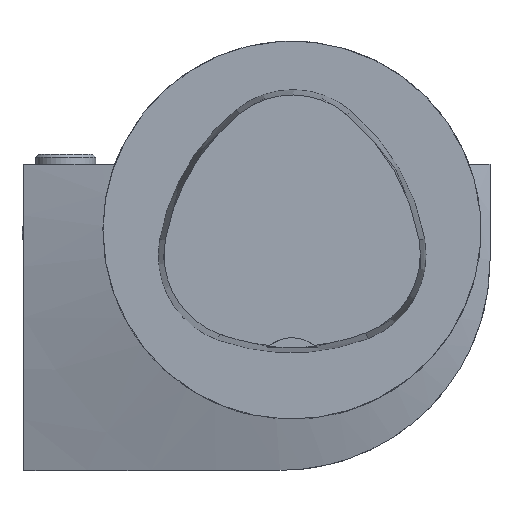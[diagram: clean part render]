
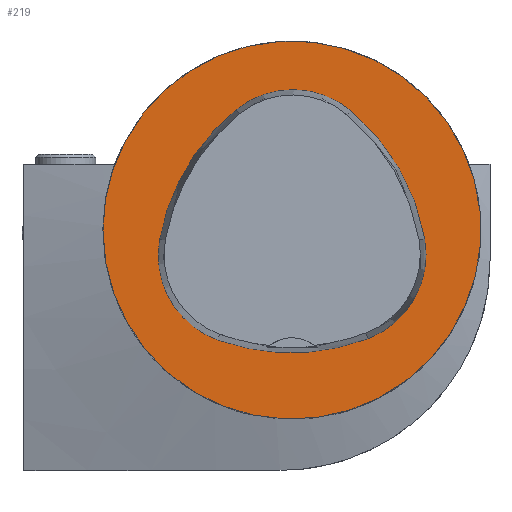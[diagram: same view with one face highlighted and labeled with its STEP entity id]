
A CAD part, top view. The second image highlights one B-rep face of the part: STEP entity #219.
In plain terms, the highlighted planar face has unit normal (0, 0, 1).
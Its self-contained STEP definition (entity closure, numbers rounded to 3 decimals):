
#96=FACE_BOUND('',#431,.T.);
#97=FACE_BOUND('',#432,.T.);
#219=ADVANCED_FACE('',(#96,#97),#280,.T.);
#280=PLANE('',#1670);
#431=EDGE_LOOP('',(#793,#794,#795,#796,#797,#798));
#432=EDGE_LOOP('',(#799));
#484=CIRCLE('',#1641,31.5);
#485=CIRCLE('',#1648,36.);
#487=CIRCLE('',#1651,15.);
#489=CIRCLE('',#1654,36.);
#491=CIRCLE('',#1657,15.);
#495=CIRCLE('',#1662,36.);
#497=CIRCLE('',#1665,15.);
#793=ORIENTED_EDGE('',*,*,#1220,.T.);
#794=ORIENTED_EDGE('',*,*,#1200,.T.);
#795=ORIENTED_EDGE('',*,*,#1204,.T.);
#796=ORIENTED_EDGE('',*,*,#1207,.T.);
#797=ORIENTED_EDGE('',*,*,#1210,.T.);
#798=ORIENTED_EDGE('',*,*,#1218,.T.);
#799=ORIENTED_EDGE('',*,*,#1188,.F.);
#1014=VERTEX_POINT('',#2521);
#1025=VERTEX_POINT('',#2565);
#1026=VERTEX_POINT('',#2566);
#1029=VERTEX_POINT('',#2574);
#1031=VERTEX_POINT('',#2580);
#1033=VERTEX_POINT('',#2586);
#1040=VERTEX_POINT('',#2607);
#1188=EDGE_CURVE('',#1014,#1014,#484,.T.);
#1200=EDGE_CURVE('',#1025,#1026,#485,.T.);
#1204=EDGE_CURVE('',#1026,#1029,#487,.T.);
#1207=EDGE_CURVE('',#1029,#1031,#489,.T.);
#1210=EDGE_CURVE('',#1031,#1033,#491,.T.);
#1218=EDGE_CURVE('',#1033,#1040,#495,.T.);
#1220=EDGE_CURVE('',#1040,#1025,#497,.T.);
#1641=AXIS2_PLACEMENT_3D('',#2520,#1968,#1969);
#1648=AXIS2_PLACEMENT_3D('',#2564,#1986,#1987);
#1651=AXIS2_PLACEMENT_3D('',#2573,#1994,#1995);
#1654=AXIS2_PLACEMENT_3D('',#2579,#2001,#2002);
#1657=AXIS2_PLACEMENT_3D('',#2585,#2008,#2009);
#1662=AXIS2_PLACEMENT_3D('',#2608,#2020,#2021);
#1665=AXIS2_PLACEMENT_3D('',#2611,#2026,#2027);
#1670=AXIS2_PLACEMENT_3D('',#2616,#2036,#2037);
#1968=DIRECTION('',(0.,0.,-1.));
#1969=DIRECTION('',(-1.,0.,0.));
#1986=DIRECTION('',(0.,0.,-1.));
#1987=DIRECTION('',(-1.,0.,0.));
#1994=DIRECTION('',(0.,0.,-1.));
#1995=DIRECTION('',(-1.,0.,0.));
#2001=DIRECTION('',(0.,0.,-1.));
#2002=DIRECTION('',(-1.,0.,0.));
#2008=DIRECTION('',(0.,0.,-1.));
#2009=DIRECTION('',(-1.,0.,0.));
#2020=DIRECTION('',(0.,0.,-1.));
#2021=DIRECTION('',(-1.,0.,0.));
#2026=DIRECTION('',(0.,0.,-1.));
#2027=DIRECTION('',(-1.,0.,0.));
#2036=DIRECTION('',(0.,0.,1.));
#2037=DIRECTION('',(1.,0.,0.));
#2520=CARTESIAN_POINT('',(0.,0.,0.));
#2521=CARTESIAN_POINT('',(-31.5,0.,0.));
#2564=CARTESIAN_POINT('',(13.398,-7.893,0.));
#2565=CARTESIAN_POINT('',(-22.041,-1.562,0.));
#2566=CARTESIAN_POINT('',(-9.317,20.036,0.));
#2573=CARTESIAN_POINT('',(0.148,8.399,0.));
#2574=CARTESIAN_POINT('',(9.779,19.898,0.));
#2579=CARTESIAN_POINT('',(-13.337,-7.7,0.));
#2580=CARTESIAN_POINT('',(22.122,-1.48,0.));
#2585=CARTESIAN_POINT('',(7.347,-4.071,0.));
#2586=CARTESIAN_POINT('',(12.693,-18.087,0.));
#2607=CARTESIAN_POINT('',(-12.373,-18.307,0.));
#2608=CARTESIAN_POINT('',(-0.137,15.55,0.));
#2611=CARTESIAN_POINT('',(-7.275,-4.2,0.));
#2616=CARTESIAN_POINT('',(0.,0.,0.));
